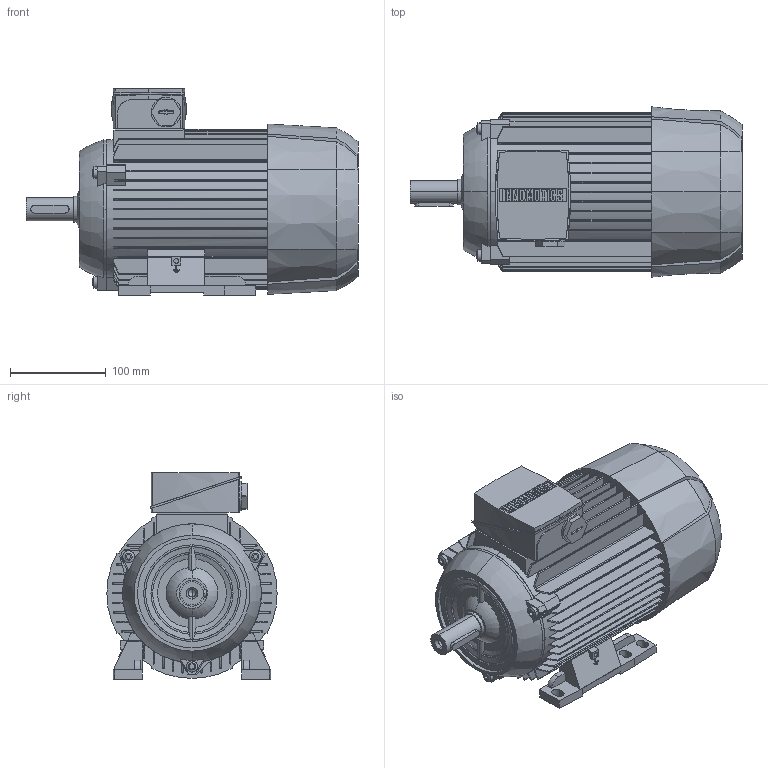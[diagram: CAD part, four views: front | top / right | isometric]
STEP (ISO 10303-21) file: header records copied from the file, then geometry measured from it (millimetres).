
FILE_DESCRIPTION(('STEP AP214'),'1');
FILE_NAME('cctmp_5B4062BB-9920-4C3A-859C-7D0CB9A282DE_2024_08_12_03_19_19_0763..stp','2024-08-12T03:19:20',('SIEMENS A&D'),('CADClick - www.CADClick.com'),'Spatial InterOp 3D',' ','unknown authorization');
FILE_SCHEMA(('AUTOMOTIVE_DESIGN'));
Length unit declared in the file: millimetre
Products named in the file (1): 2024_08_12_03_19_19_0747
Bounding box: 347 x 178 x 216 mm (x, y, z)
Volume: 5959515.8 mm3; surface area: 407931.8 mm2
Topology: 1 solids, 1 shells, 774 faces, 2169 edges, 1433 vertices
Faces by surface type: plane 494, cylinder 192, torus 66, cone 22
Entity records: 32943 total; most frequent: CARTESIAN_POINT 6492, ORIENTED_EDGE 4334, DIRECTION 4166, EDGE_CURVE 2167, VERTEX_POINT 1433, LINE 1402, VECTOR 1402, AXIS2_PLACEMENT_3D 1382
